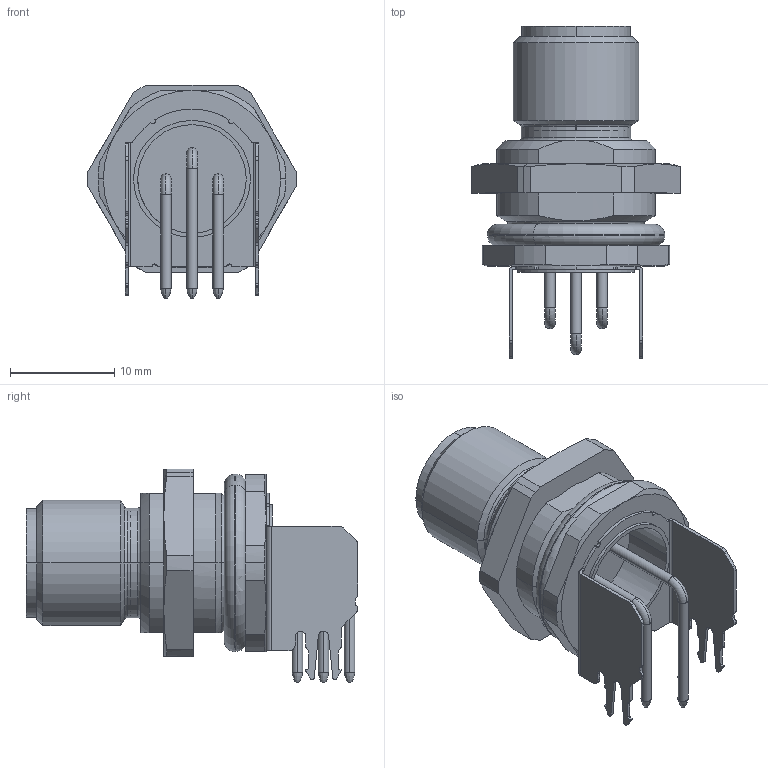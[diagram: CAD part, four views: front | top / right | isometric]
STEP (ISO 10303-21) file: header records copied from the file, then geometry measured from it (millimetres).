
FILE_DESCRIPTION(('CATIA V5 STEP Exchange','CAx-IF Rec.Pracs.--- Model Styling and Organization---1.4--- 2014-01-23'),'2;1');
FILE_NAME ('D1452153_1_1467750000_1467750000.stp','2021-01-02T13:11:40+00:00',('none'),('Weidmueller'),'CATIA Version 5-6 Release 2016 SP3 HF44','CATIA V5 STEP AP214','none');
FILE_SCHEMA(('AUTOMOTIVE_DESIGN { 1 0 10303 214 1 1 1 1 }'));
Length unit declared in the file: millimetre
Products named in the file (1): 1467750000
Bounding box: 19.99 x 31.8 x 20.5 mm (x, y, z)
Volume: 3037.7 mm3; surface area: 4060.3 mm2
Topology: 7 solids, 7 shells, 347 faces, 998 edges, 676 vertices
Faces by surface type: cylinder 147, plane 112, cone 28, torus 22, extrusion 22, bspline 16
Entity records: 12303 total; most frequent: CARTESIAN_POINT 3751, ORIENTED_EDGE 1996, DIRECTION 1368, EDGE_CURVE 998, VERTEX_POINT 676, AXIS2_PLACEMENT_3D 624, VECTOR 442, LINE 420
